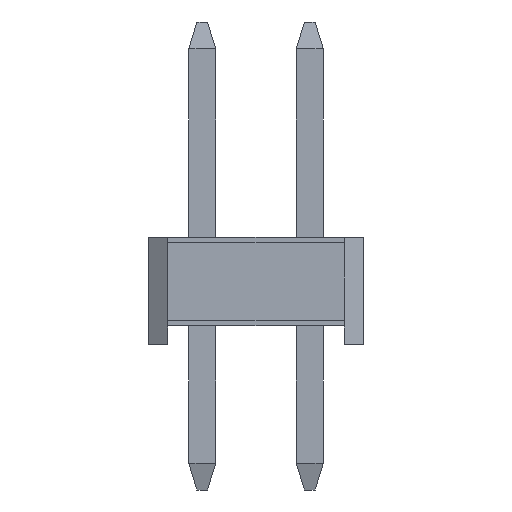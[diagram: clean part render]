
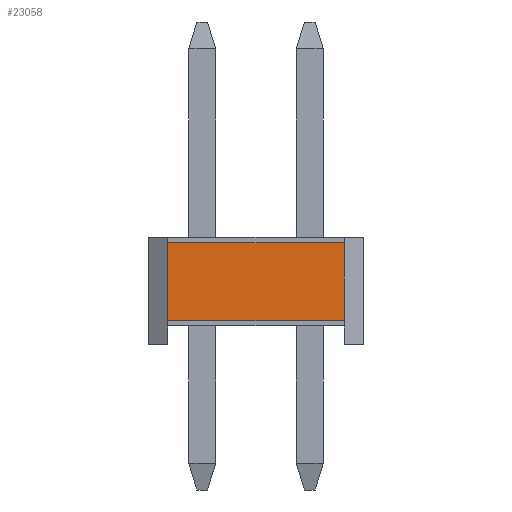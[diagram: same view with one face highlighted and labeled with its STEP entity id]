
A CAD part, front view. The second image highlights one B-rep face of the part: STEP entity #23058.
In plain terms, the highlighted face is planar.
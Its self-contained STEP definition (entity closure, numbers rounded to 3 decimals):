
#1976=ORIENTED_EDGE('',*,*,#5760,.F.);
#1977=ORIENTED_EDGE('',*,*,#4637,.F.);
#1978=ORIENTED_EDGE('',*,*,#5761,.F.);
#1979=ORIENTED_EDGE('',*,*,#4649,.F.);
#4637=EDGE_CURVE('',#6935,#6934,#8341,.T.);
#4649=EDGE_CURVE('',#6946,#6947,#8353,.T.);
#5760=EDGE_CURVE('',#6934,#6946,#9464,.T.);
#5761=EDGE_CURVE('',#6947,#6935,#9465,.T.);
#6934=VERTEX_POINT('',#28865);
#6935=VERTEX_POINT('',#28867);
#6946=VERTEX_POINT('',#28895);
#6947=VERTEX_POINT('',#28896);
#8341=LINE('',#28868,#10641);
#8353=LINE('',#28894,#10653);
#9464=LINE('',#31110,#11764);
#9465=LINE('',#31112,#11765);
#10641=VECTOR('',#24633,1000.);
#10653=VECTOR('',#24653,1000.);
#11764=VECTOR('',#26506,1000.);
#11765=VECTOR('',#26509,1000.);
#13338=EDGE_LOOP('',(#1976,#1977,#1978,#1979));
#14364=FACE_BOUND('',#13338,.T.);
#15360=PLANE('',#24027);
#23058=ADVANCED_FACE('',(#14364),#15360,.F.);
#24027=AXIS2_PLACEMENT_3D('',#31113,#26510,#26511);
#24633=DIRECTION('',(0.,-1.,0.));
#24653=DIRECTION('',(0.,1.,0.));
#26506=DIRECTION('',(0.,0.,1.));
#26509=DIRECTION('',(0.,0.,-1.));
#26510=DIRECTION('',(-1.,0.,0.));
#26511=DIRECTION('',(0.,0.,1.));
#28865=CARTESIAN_POINT('',(16.,-1.64,-0.55));
#28867=CARTESIAN_POINT('',(16.,1.64,-0.55));
#28868=CARTESIAN_POINT('',(16.,1.64,-0.55));
#28894=CARTESIAN_POINT('',(16.,0.,0.9));
#28895=CARTESIAN_POINT('',(16.,-1.64,0.9));
#28896=CARTESIAN_POINT('',(16.,1.64,0.9));
#31110=CARTESIAN_POINT('',(16.,-1.64,0.));
#31112=CARTESIAN_POINT('',(16.,1.64,0.));
#31113=CARTESIAN_POINT('',(16.,0.,0.));
